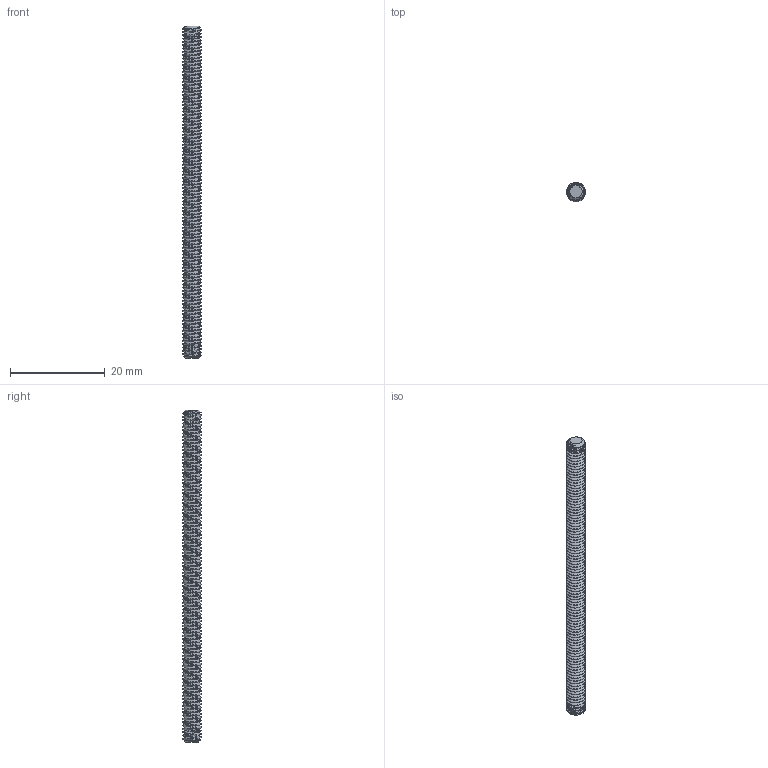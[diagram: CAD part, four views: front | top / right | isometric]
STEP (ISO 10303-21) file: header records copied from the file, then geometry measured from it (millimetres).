
FILE_DESCRIPTION (( 'STEP AP203' ), '1' );
FILE_NAME ('2808-0004-0070.STEP', '2018-04-17T16:24:30', ( '' ), ( '' ), 'SwSTEP 2.0', 'SolidWorks 2016', '' );
FILE_SCHEMA (( 'CONFIG_CONTROL_DESIGN' ));
Length unit declared in the file: millimetre
Products named in the file (1): 2808-0004-0070
Bounding box: 4 x 3.99 x 70 mm (x, y, z)
Volume: 694.8 mm3; surface area: 1374.6 mm2
Topology: 1 solids, 1 shells, 407 faces, 1213 edges, 808 vertices
Faces by surface type: cylinder 399, cone 4, bspline 2, plane 2
Entity records: 22438 total; most frequent: CARTESIAN_POINT 13817, ORIENTED_EDGE 2426, DIRECTION 1233, EDGE_CURVE 1213, VERTEX_POINT 808, AXIS2_PLACEMENT_3D 416, EDGE_LOOP 407, FACE_OUTER_BOUND 407
